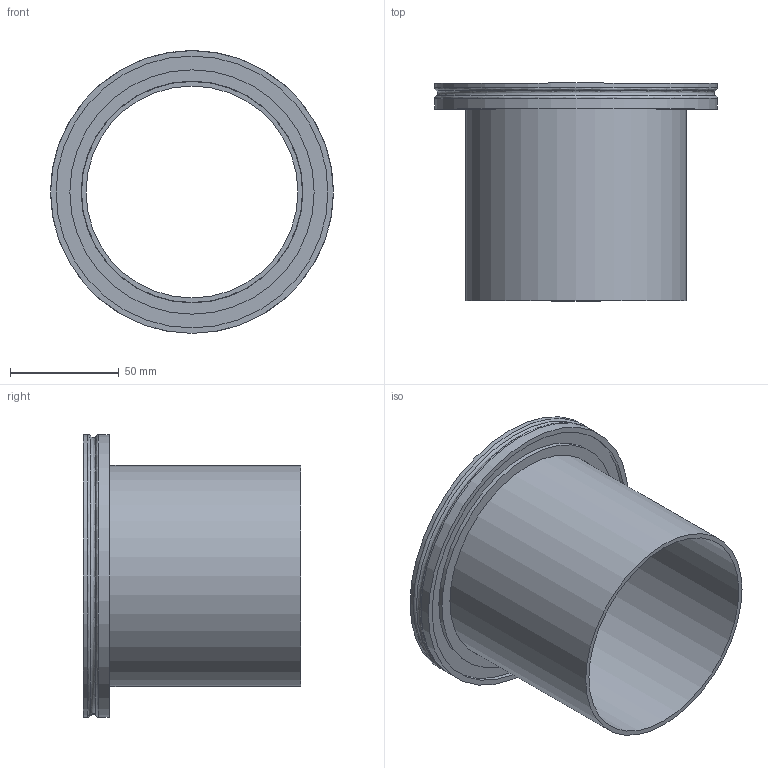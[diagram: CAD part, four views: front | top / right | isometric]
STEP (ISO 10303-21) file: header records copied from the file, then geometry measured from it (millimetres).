
FILE_DESCRIPTION (( 'STEP AP214' ), '1' );
FILE_NAME ('BT1ISOK100102 FULLVAC.STEP', '2019-11-19T13:05:39', ( '' ), ( '' ), 'SwSTEP 2.0', 'SolidWorks 2017', '' );
FILE_SCHEMA (( 'AUTOMOTIVE_DESIGN' ));
Length unit declared in the file: millimetre
Products named in the file (3): 2^BT1ISOK100102 FULLVAC; BT1ISOK100102 FULLVAC; 1^BT1ISOK100102 FULLVAC
Assembly tree (2 placements, depth 2):
  BT1ISOK100102 FULLVAC
    1^BT1ISOK100102 FULLVAC
    2^BT1ISOK100102 FULLVAC
Bounding box: 130 x 100 x 130 mm (x, y, z)
Volume: 116971.5 mm3; surface area: 81964.7 mm2
Topology: 2 solids, 2 shells, 22 faces, 40 edges, 26 vertices
Faces by surface type: cylinder 9, plane 8, bspline 4, cone 1
Full cylindrical faces by diameter (mm): 97.4 x1, 98.3 x1, 101.6 x1, 101.9 x1, 102.7 x1, 112.3 x1, 125 x1, 130 x2
Entity records: 898 total; most frequent: CARTESIAN_POINT 185, DIRECTION 88, EDGE_LOOP 44, AXIS2_PLACEMENT_3D 44, ORIENTED_EDGE 44, FACE_OUTER_BOUND 35, UNCERTAINTY_MEASURE_WITH_UNIT 29, FILL_AREA_STYLE_COLOUR 26
